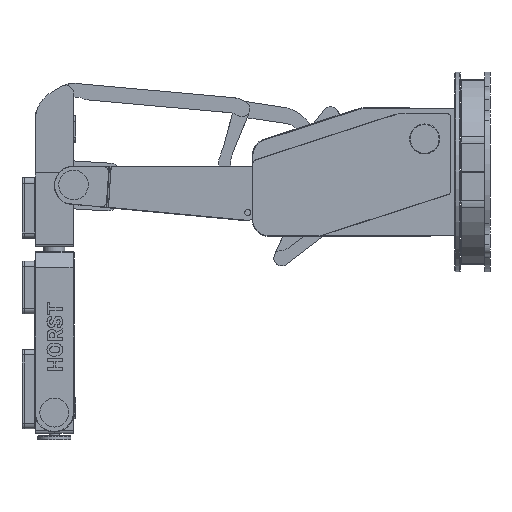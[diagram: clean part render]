
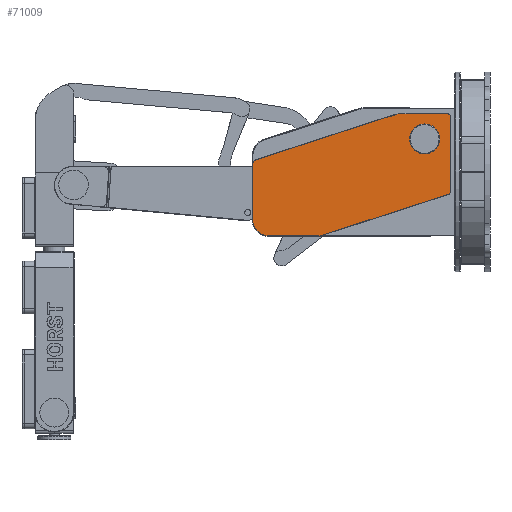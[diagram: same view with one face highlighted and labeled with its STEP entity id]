
A CAD part, left-side view. The second image highlights one B-rep face of the part: STEP entity #71009.
In plain terms, the highlighted planar face has unit normal (-1, 0, 0).
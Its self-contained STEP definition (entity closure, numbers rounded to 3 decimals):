
#613 = CIRCLE ( 'NONE', #65276, 30.5 ) ;
#1103 = CARTESIAN_POINT ( 'NONE',  ( -161.895, 451., 13.994 ) ) ;
#1839 = AXIS2_PLACEMENT_3D ( 'NONE', #13060, #18876, #32107 ) ;
#1906 = DIRECTION ( 'NONE',  ( 0., 0., 1. ) ) ;
#3455 = ORIENTED_EDGE ( 'NONE', *, *, #25511, .T. ) ;
#3876 = EDGE_CURVE ( 'NONE', #54166, #71436, #613, .T. ) ;
#4194 = ORIENTED_EDGE ( 'NONE', *, *, #43684, .T. ) ;
#5058 = VECTOR ( 'NONE', #71356, 1000. ) ;
#6526 = DIRECTION ( 'NONE',  ( 0., 0., 1. ) ) ;
#8223 = ORIENTED_EDGE ( 'NONE', *, *, #19612, .T. ) ;
#8822 = CARTESIAN_POINT ( 'NONE',  ( -161.895, 80.5, 110.95 ) ) ;
#8863 = ORIENTED_EDGE ( 'NONE', *, *, #48158, .T. ) ;
#8956 = DIRECTION ( 'NONE',  ( -1., 0., 0. ) ) ;
#12361 = EDGE_CURVE ( 'NONE', #35362, #51063, #35334, .T. ) ;
#13060 = CARTESIAN_POINT ( 'NONE',  ( -161.895, 440.5, 13.994 ) ) ;
#13347 = AXIS2_PLACEMENT_3D ( 'NONE', #42699, #62783, #30463 ) ;
#15031 = CARTESIAN_POINT ( 'NONE',  ( -161.895, 171.248, 80.45 ) ) ;
#17116 = VERTEX_POINT ( 'NONE', #21631 ) ;
#17393 = VECTOR ( 'NONE', #1906, 1000. ) ;
#18876 = DIRECTION ( 'NONE',  ( -1., 0., 0. ) ) ;
#19612 = EDGE_CURVE ( 'NONE', #26491, #17116, #44756, .T. ) ;
#19778 = FACE_OUTER_BOUND ( 'NONE', #31162, .T. ) ;
#19976 = DIRECTION ( 'NONE',  ( 0., 0., -1. ) ) ;
#20583 = EDGE_CURVE ( 'NONE', #17116, #56907, #30476, .T. ) ;
#20697 = ORIENTED_EDGE ( 'NONE', *, *, #3876, .T. ) ;
#20797 = ORIENTED_EDGE ( 'NONE', *, *, #71219, .T. ) ;
#21631 = CARTESIAN_POINT ( 'NONE',  ( -161.895, 75.5, -37.838 ) ) ;
#22083 = EDGE_CURVE ( 'NONE', #71436, #72365, #74931, .T. ) ;
#23329 = CARTESIAN_POINT ( 'NONE',  ( -161.895, 80.5, 110.95 ) ) ;
#23494 = LINE ( 'NONE', #8822, #66556 ) ;
#24278 = ORIENTED_EDGE ( 'NONE', *, *, #68721, .T. ) ;
#24615 = VECTOR ( 'NONE', #44614, 1000. ) ;
#25072 = ORIENTED_EDGE ( 'NONE', *, *, #22083, .T. ) ;
#25171 = DIRECTION ( 'NONE',  ( -1., 0., 0. ) ) ;
#25332 = ORIENTED_EDGE ( 'NONE', *, *, #64617, .T. ) ;
#25511 = EDGE_CURVE ( 'NONE', #75857, #60808, #42934, .T. ) ;
#25933 = CARTESIAN_POINT ( 'NONE',  ( -161.895, 315.827, -119.557 ) ) ;
#26232 = DIRECTION ( 'NONE',  ( 0., 0., 1. ) ) ;
#26491 = VERTEX_POINT ( 'NONE', #79272 ) ;
#28354 = DIRECTION ( 'NONE',  ( -1., 0., 0. ) ) ;
#28662 = DIRECTION ( 'NONE',  ( 0., 1., 0. ) ) ;
#28711 = LINE ( 'NONE', #25933, #24615 ) ;
#30463 = DIRECTION ( 'NONE',  ( 0., 0., 1. ) ) ;
#30476 = LINE ( 'NONE', #59329, #17393 ) ;
#31162 = EDGE_LOOP ( 'NONE', ( #3455, #42668, #81225, #24278, #8223, #59307, #8863, #25332, #20697, #25072, #4194, #20797 ) ) ;
#32107 = DIRECTION ( 'NONE',  ( 0., 0., 1. ) ) ;
#34053 = CARTESIAN_POINT ( 'NONE',  ( -161.895, 420.5, -121.05 ) ) ;
#35334 = CIRCLE ( 'NONE', #53701, 30.5 ) ;
#35362 = VERTEX_POINT ( 'NONE', #46995 ) ;
#35481 = PLANE ( 'NONE',  #56896 ) ;
#36024 = DIRECTION ( 'NONE',  ( -1., 0., 0. ) ) ;
#37263 = CIRCLE ( 'NONE', #13347, 5. ) ;
#41112 = CARTESIAN_POINT ( 'NONE',  ( -161.895, 451., 13.994 ) ) ;
#41894 = AXIS2_PLACEMENT_3D ( 'NONE', #66607, #28354, #73842 ) ;
#41898 = VECTOR ( 'NONE', #66989, 1000. ) ;
#42668 = ORIENTED_EDGE ( 'NONE', *, *, #69603, .T. ) ;
#42699 = CARTESIAN_POINT ( 'NONE',  ( -161.895, 80.5, 105.95 ) ) ;
#42934 = CIRCLE ( 'NONE', #41894, 30.5 ) ;
#43684 = EDGE_CURVE ( 'NONE', #72365, #62239, #80253, .T. ) ;
#44614 = DIRECTION ( 'NONE',  ( 0., -0.951, 0.309 ) ) ;
#44756 = CIRCLE ( 'NONE', #52231, 5. ) ;
#46754 = LINE ( 'NONE', #1103, #52702 ) ;
#46995 = CARTESIAN_POINT ( 'NONE',  ( -161.895, 325.252, -121.05 ) ) ;
#48158 = EDGE_CURVE ( 'NONE', #56907, #48563, #37263, .T. ) ;
#48563 = VERTEX_POINT ( 'NONE', #23329 ) ;
#49310 = CARTESIAN_POINT ( 'NONE',  ( -161.895, 315.827, -119.557 ) ) ;
#49651 = DIRECTION ( 'NONE',  ( 0., 0., 1. ) ) ;
#51063 = VERTEX_POINT ( 'NONE', #49310 ) ;
#52231 = AXIS2_PLACEMENT_3D ( 'NONE', #58047, #64469, #26232 ) ;
#52702 = VECTOR ( 'NONE', #19976, 1000. ) ;
#53701 = AXIS2_PLACEMENT_3D ( 'NONE', #63417, #25171, #6526 ) ;
#54166 = VERTEX_POINT ( 'NONE', #75509 ) ;
#54960 = CARTESIAN_POINT ( 'NONE',  ( -161.895, 420.5, -90.55 ) ) ;
#56896 = AXIS2_PLACEMENT_3D ( 'NONE', #54960, #36024, #49651 ) ;
#56907 = VERTEX_POINT ( 'NONE', #74479 ) ;
#58047 = CARTESIAN_POINT ( 'NONE',  ( -161.895, 80.5, -37.838 ) ) ;
#59307 = ORIENTED_EDGE ( 'NONE', *, *, #20583, .T. ) ;
#59329 = CARTESIAN_POINT ( 'NONE',  ( -161.895, 75.5, -37.838 ) ) ;
#60762 = CARTESIAN_POINT ( 'NONE',  ( -161.895, 443.745, 23.98 ) ) ;
#60808 = VERTEX_POINT ( 'NONE', #65792 ) ;
#62239 = VERTEX_POINT ( 'NONE', #41112 ) ;
#62783 = DIRECTION ( 'NONE',  ( -1., 0., 0. ) ) ;
#63417 = CARTESIAN_POINT ( 'NONE',  ( -161.895, 325.252, -90.55 ) ) ;
#64469 = DIRECTION ( 'NONE',  ( -1., 0., 0. ) ) ;
#64617 = EDGE_CURVE ( 'NONE', #48563, #54166, #23494, .T. ) ;
#64963 = CARTESIAN_POINT ( 'NONE',  ( -161.895, 180.673, 109.457 ) ) ;
#65276 = AXIS2_PLACEMENT_3D ( 'NONE', #15031, #8956, #78220 ) ;
#65792 = CARTESIAN_POINT ( 'NONE',  ( -161.895, 420.5, -121.05 ) ) ;
#66556 = VECTOR ( 'NONE', #28662, 1000. ) ;
#66607 = CARTESIAN_POINT ( 'NONE',  ( -161.895, 420.5, -90.55 ) ) ;
#66989 = DIRECTION ( 'NONE',  ( 0., -1., 0. ) ) ;
#68721 = EDGE_CURVE ( 'NONE', #51063, #26491, #28711, .T. ) ;
#69603 = EDGE_CURVE ( 'NONE', #60808, #35362, #78942, .T. ) ;
#70701 = CARTESIAN_POINT ( 'NONE',  ( -161.895, 180.673, 109.457 ) ) ;
#71009 = ADVANCED_FACE ( 'NONE', ( #19778 ), #35481, .T. ) ;
#71219 = EDGE_CURVE ( 'NONE', #62239, #75857, #46754, .T. ) ;
#71356 = DIRECTION ( 'NONE',  ( 0., 0.951, -0.309 ) ) ;
#71436 = VERTEX_POINT ( 'NONE', #70701 ) ;
#72365 = VERTEX_POINT ( 'NONE', #60762 ) ;
#73842 = DIRECTION ( 'NONE',  ( 0., 0., 1. ) ) ;
#74479 = CARTESIAN_POINT ( 'NONE',  ( -161.895, 75.5, 105.95 ) ) ;
#74931 = LINE ( 'NONE', #64963, #5058 ) ;
#75509 = CARTESIAN_POINT ( 'NONE',  ( -161.895, 171.248, 110.95 ) ) ;
#75857 = VERTEX_POINT ( 'NONE', #77150 ) ;
#77150 = CARTESIAN_POINT ( 'NONE',  ( -161.895, 451., -90.55 ) ) ;
#78220 = DIRECTION ( 'NONE',  ( 0., 0., 1. ) ) ;
#78942 = LINE ( 'NONE', #34053, #41898 ) ;
#79272 = CARTESIAN_POINT ( 'NONE',  ( -161.895, 78.955, -42.593 ) ) ;
#80253 = CIRCLE ( 'NONE', #1839, 10.5 ) ;
#81225 = ORIENTED_EDGE ( 'NONE', *, *, #12361, .T. ) ;
